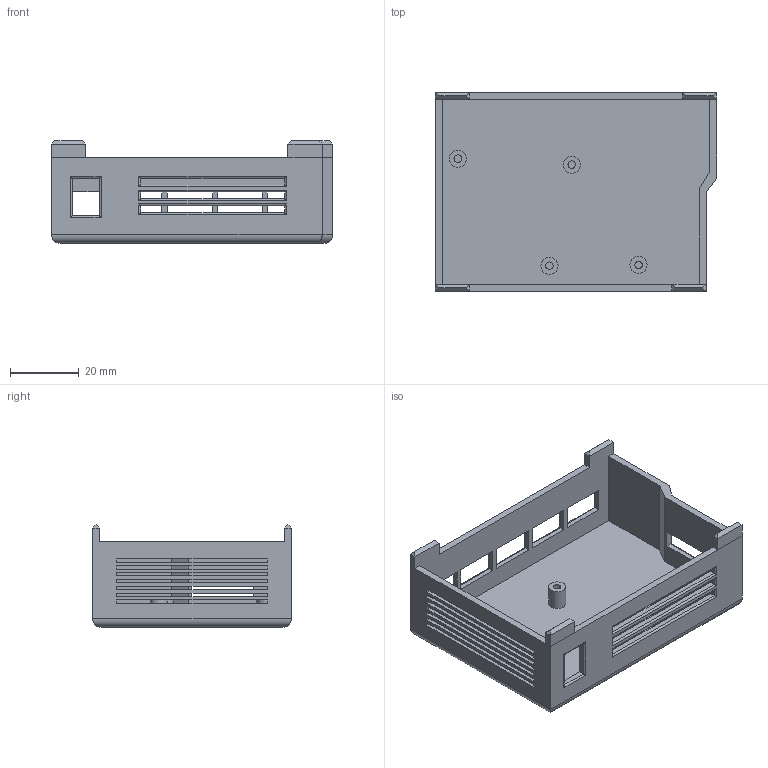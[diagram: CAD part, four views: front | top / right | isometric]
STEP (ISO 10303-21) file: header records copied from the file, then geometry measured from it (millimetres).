
FILE_DESCRIPTION(/* description */ ('KiCad electronic assembly'),/* implementation_level */ '2;1');
FILE_NAME(/* name */ 'case-down.step',/* time_stamp */ '2025-11-22T15:09:55+01:00',/* author */ (''),/* organization */ (''),/* preprocessor_version */ 'ST-DEVELOPER v20.1',/* originating_system */ 'Autodesk Translation Framework v14.17.0.0',/* authorisation */ '');
FILE_SCHEMA (('AUTOMOTIVE_DESIGN { 1 0 10303 214 3 1 1 }'));
Length unit declared in the file: millimetre
Products named in the file (2): flowhub-pcb 1; case-unten
Assembly tree (1 placements, depth 2):
  flowhub-pcb 1
    case-unten
Bounding box: 82 x 58 x 30 mm (x, y, z)
Volume: 19760 mm3; surface area: 22812.6 mm2
Topology: 1 solids, 1 shells, 171 faces, 424 edges, 262 vertices
Faces by surface type: plane 117, cylinder 54
Full cylindrical faces by diameter (mm): 2.2 x4, 5 x4
Entity records: 5082 total; most frequent: CARTESIAN_POINT 881, ORIENTED_EDGE 848, DIRECTION 833, EDGE_CURVE 424, LINE 357, VECTOR 357, VERTEX_POINT 262, AXIS2_PLACEMENT_3D 238
